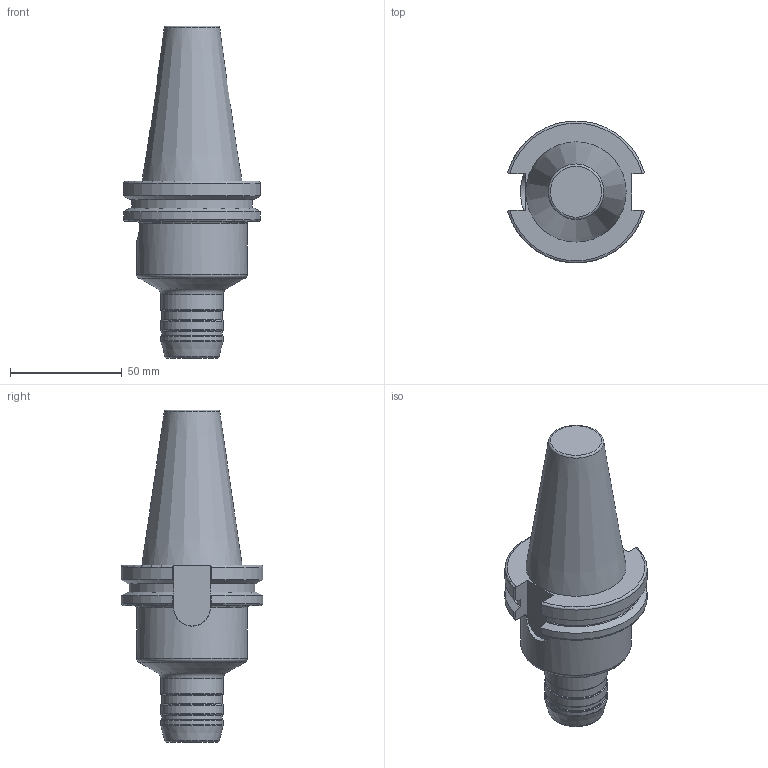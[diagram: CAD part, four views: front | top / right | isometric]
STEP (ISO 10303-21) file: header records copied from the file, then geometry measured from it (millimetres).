
FILE_DESCRIPTION(/* description */ (''),/* implementation_level */ '2;1');
FILE_NAME(/* name */ 'CAT40TFADB-HC08-080.stp',/* time_stamp */ '2022-02-22T15:17:55+06:00',/* author */ (''),/* organization */ (''),/* preprocessor_version */ 'ST-DEVELOPER v16.7',/* originating_system */ 'SIEMENS PLM Software NX 12.0',/* authorisation */ '');
FILE_SCHEMA (('AUTOMOTIVE_DESIGN { 1 0 10303 214 3 1 1 1 }'));
Length unit declared in the file: millimetre
Products named in the file (1): inpu5C241AD2oyb7
Bounding box: 61.09 x 63.26 x 148.25 mm (x, y, z)
Volume: 187989.4 mm3; surface area: 23975.6 mm2
Topology: 1 solids, 1 shells, 67 faces, 163 edges, 103 vertices
Faces by surface type: plane 24, torus 18, cylinder 14, cone 11
Full cylindrical faces by diameter (mm): 8 x1, 27 x2, 28 x3, 49.5 x1
Entity records: 2087 total; most frequent: CARTESIAN_POINT 544, DIRECTION 310, ORIENTED_EDGE 300, EDGE_CURVE 150, AXIS2_PLACEMENT_3D 125, VERTEX_POINT 100, EDGE_LOOP 82, ADVANCED_FACE 67
